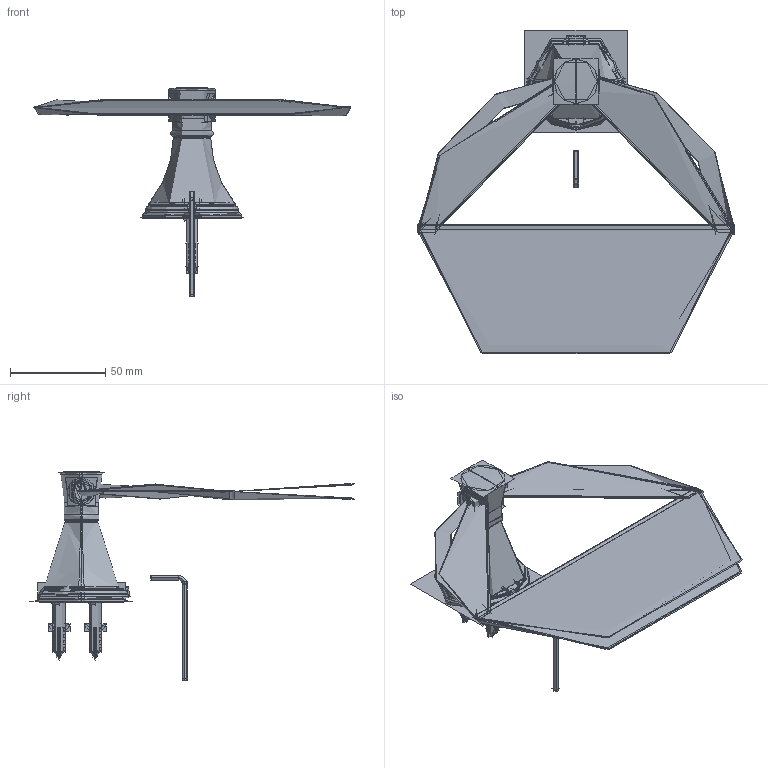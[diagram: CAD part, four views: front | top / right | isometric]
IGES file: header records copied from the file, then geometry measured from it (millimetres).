
Start section:  PTC IGES file: 3D_ffas0290-908500bc0_D0.igs
Global section: file name: 3D_ffas0290-908500bc0_D0.igs; native system: Creo Parametric by PTC Inc.; preprocessor: 2014440; author: 10114291; organization: Unknown; date: 20180820.112720; units: millimetre
Bounding box: 167 x 170.24 x 109.75 mm (x, y, z)
Surface area: 117688.1 mm2 (no closed solid volume)
Topology: 0 solids, 0 shells, 1158 faces, 19048 edges, 24672 vertices
Faces by surface type: revolution 580, bspline 562, extrusion 16
